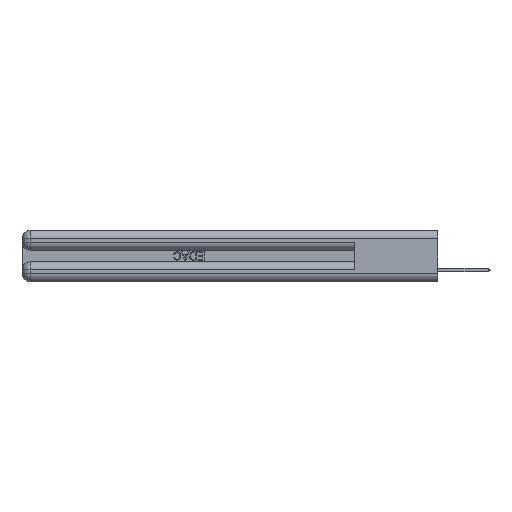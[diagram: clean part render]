
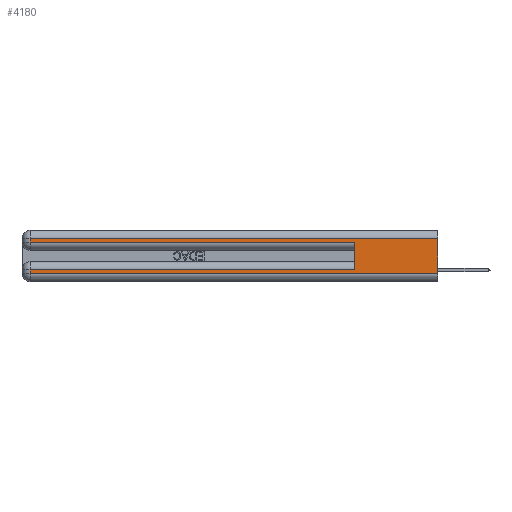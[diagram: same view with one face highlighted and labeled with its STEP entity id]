
A CAD part, left-side view. The second image highlights one B-rep face of the part: STEP entity #4180.
In plain terms, the highlighted planar face has unit normal (-1, 0, 0).
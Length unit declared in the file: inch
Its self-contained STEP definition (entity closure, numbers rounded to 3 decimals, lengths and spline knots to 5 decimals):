
#1329 = VERTEX_POINT ( 'NONE', #48999 ) ;
#1403 = VECTOR ( 'NONE', #21665, 39.37008 ) ;
#2391 = DIRECTION ( 'NONE',  ( 0., 0., -1. ) ) ;
#3691 = DIRECTION ( 'NONE',  ( 1., 0., 0. ) ) ;
#4180 = ADVANCED_FACE ( 'NONE', ( #14360 ), #15466, .F. ) ;
#4765 = DIRECTION ( 'NONE',  ( 0., 1., 0. ) ) ;
#5155 = VECTOR ( 'NONE', #48520, 39.37008 ) ;
#6242 = VERTEX_POINT ( 'NONE', #45359 ) ;
#6245 = CARTESIAN_POINT ( 'NONE',  ( 0., 0., 0.06 ) ) ;
#6969 = CARTESIAN_POINT ( 'NONE',  ( 0., 2.94, 0.06 ) ) ;
#7191 = ORIENTED_EDGE ( 'NONE', *, *, #22747, .T. ) ;
#7578 = EDGE_CURVE ( 'NONE', #15809, #37941, #46036, .T. ) ;
#8352 = ORIENTED_EDGE ( 'NONE', *, *, #46459, .T. ) ;
#10626 = VERTEX_POINT ( 'NONE', #40416 ) ;
#13485 = LINE ( 'NONE', #40726, #5155 ) ;
#14360 = FACE_OUTER_BOUND ( 'NONE', #16596, .T. ) ;
#14614 = VECTOR ( 'NONE', #24672, 39.37008 ) ;
#15141 = LINE ( 'NONE', #47459, #33579 ) ;
#15320 = CARTESIAN_POINT ( 'NONE',  ( 0., 0., 0.31 ) ) ;
#15466 = PLANE ( 'NONE',  #30846 ) ;
#15809 = VERTEX_POINT ( 'NONE', #44041 ) ;
#15936 = EDGE_CURVE ( 'NONE', #29451, #31487, #13485, .T. ) ;
#16375 = CARTESIAN_POINT ( 'NONE',  ( 0., 0., 0.285 ) ) ;
#16396 = DIRECTION ( 'NONE',  ( 0., 1., 0. ) ) ;
#16596 = EDGE_LOOP ( 'NONE', ( #38967, #8352, #7191, #40942, #38868, #39305, #36415, #32957 ) ) ;
#16987 = LINE ( 'NONE', #15320, #24110 ) ;
#21665 = DIRECTION ( 'NONE',  ( 0., 0., -1. ) ) ;
#22747 = EDGE_CURVE ( 'NONE', #6242, #15809, #15141, .T. ) ;
#24110 = VECTOR ( 'NONE', #4765, 39.37008 ) ;
#24672 = DIRECTION ( 'NONE',  ( 0., -1., 0. ) ) ;
#25049 = DIRECTION ( 'NONE',  ( 0., 0., -1. ) ) ;
#25225 = LINE ( 'NONE', #36955, #1403 ) ;
#26346 = VECTOR ( 'NONE', #16396, 39.37008 ) ;
#27153 = VECTOR ( 'NONE', #2391, 39.37008 ) ;
#27815 = CARTESIAN_POINT ( 'NONE',  ( 0., 0., 0.085 ) ) ;
#29451 = VERTEX_POINT ( 'NONE', #6969 ) ;
#29625 = LINE ( 'NONE', #32653, #27153 ) ;
#30846 = AXIS2_PLACEMENT_3D ( 'NONE', #37613, #3691, #41523 ) ;
#31487 = VERTEX_POINT ( 'NONE', #6245 ) ;
#31809 = VERTEX_POINT ( 'NONE', #37313 ) ;
#32653 = CARTESIAN_POINT ( 'NONE',  ( 0., 2.94, 0.37 ) ) ;
#32957 = ORIENTED_EDGE ( 'NONE', *, *, #15936, .T. ) ;
#33579 = VECTOR ( 'NONE', #25049, 39.37008 ) ;
#33673 = EDGE_CURVE ( 'NONE', #31809, #31487, #25225, .T. ) ;
#35814 = CARTESIAN_POINT ( 'NONE',  ( 0., 0.6, 0.145 ) ) ;
#36415 = ORIENTED_EDGE ( 'NONE', *, *, #39217, .T. ) ;
#36514 = LINE ( 'NONE', #27815, #26346 ) ;
#36955 = CARTESIAN_POINT ( 'NONE',  ( 0., 0., 0.37 ) ) ;
#37313 = CARTESIAN_POINT ( 'NONE',  ( 0., 0., 0.31 ) ) ;
#37613 = CARTESIAN_POINT ( 'NONE',  ( 0., 0., 0.37 ) ) ;
#37941 = VERTEX_POINT ( 'NONE', #39265 ) ;
#38868 = ORIENTED_EDGE ( 'NONE', *, *, #42368, .F. ) ;
#38967 = ORIENTED_EDGE ( 'NONE', *, *, #33673, .F. ) ;
#39217 = EDGE_CURVE ( 'NONE', #1329, #29451, #29625, .T. ) ;
#39265 = CARTESIAN_POINT ( 'NONE',  ( 0., 0.6, 0.285 ) ) ;
#39305 = ORIENTED_EDGE ( 'NONE', *, *, #47738, .T. ) ;
#39433 = LINE ( 'NONE', #35814, #45958 ) ;
#40416 = CARTESIAN_POINT ( 'NONE',  ( 0., 0.6, 0.085 ) ) ;
#40726 = CARTESIAN_POINT ( 'NONE',  ( 0., 0., 0.06 ) ) ;
#40942 = ORIENTED_EDGE ( 'NONE', *, *, #7578, .T. ) ;
#41523 = DIRECTION ( 'NONE',  ( 0., 0., -1. ) ) ;
#42368 = EDGE_CURVE ( 'NONE', #10626, #37941, #39433, .T. ) ;
#43764 = DIRECTION ( 'NONE',  ( 0., 0., 1. ) ) ;
#44041 = CARTESIAN_POINT ( 'NONE',  ( 0., 2.94, 0.285 ) ) ;
#45359 = CARTESIAN_POINT ( 'NONE',  ( 0., 2.94, 0.31 ) ) ;
#45958 = VECTOR ( 'NONE', #43764, 39.37008 ) ;
#46036 = LINE ( 'NONE', #16375, #14614 ) ;
#46459 = EDGE_CURVE ( 'NONE', #31809, #6242, #16987, .T. ) ;
#47459 = CARTESIAN_POINT ( 'NONE',  ( 0., 2.94, 0.37 ) ) ;
#47738 = EDGE_CURVE ( 'NONE', #10626, #1329, #36514, .T. ) ;
#48520 = DIRECTION ( 'NONE',  ( 0., -1., 0. ) ) ;
#48999 = CARTESIAN_POINT ( 'NONE',  ( 0., 2.94, 0.085 ) ) ;
